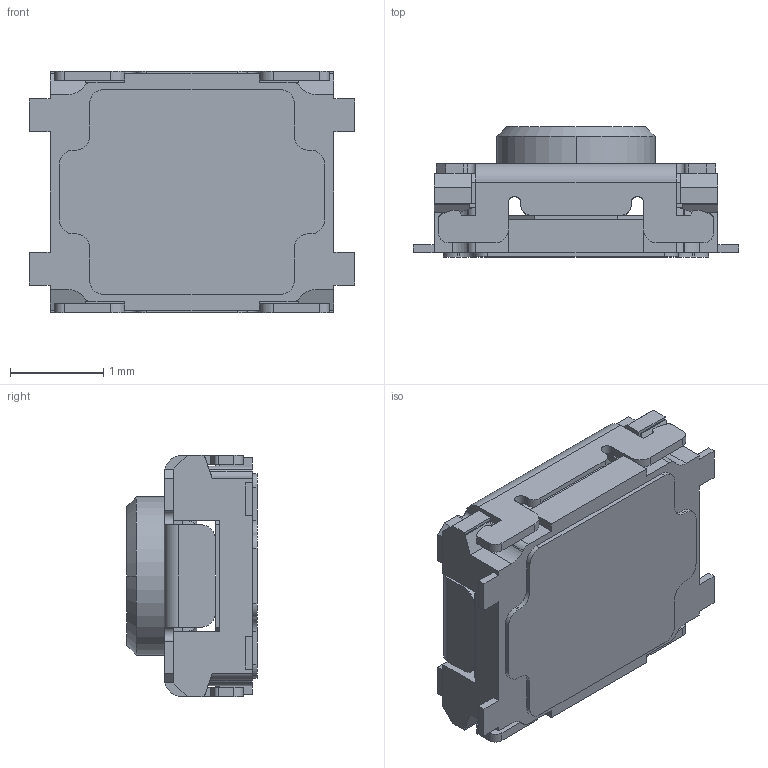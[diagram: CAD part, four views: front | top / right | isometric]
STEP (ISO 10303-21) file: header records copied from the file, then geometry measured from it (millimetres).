
FILE_DESCRIPTION (( 'STEP AP214' ), '1' );
FILE_NAME ('PTS830.STEP', '2018-06-15T18:18:49', ( '' ), ( '' ), 'SwSTEP 2.0', 'SolidWorks 2016', '' );
FILE_SCHEMA (( 'AUTOMOTIVE_DESIGN' ));
Length unit declared in the file: millimetre
Products named in the file (1): PTS830
Bounding box: 3.5 x 1.4 x 2.6 mm (x, y, z)
Volume: 5.9 mm3; surface area: 70.4 mm2
Topology: 1 solids, 2 shells, 336 faces, 971 edges, 625 vertices
Faces by surface type: plane 235, cylinder 85, cone 11, bspline 5
Entity records: 14883 total; most frequent: CARTESIAN_POINT 2264, ORIENTED_EDGE 1938, DIRECTION 1780, EDGE_CURVE 969, LINE 746, VECTOR 746, VERTEX_POINT 625, AXIS2_PLACEMENT_3D 517
